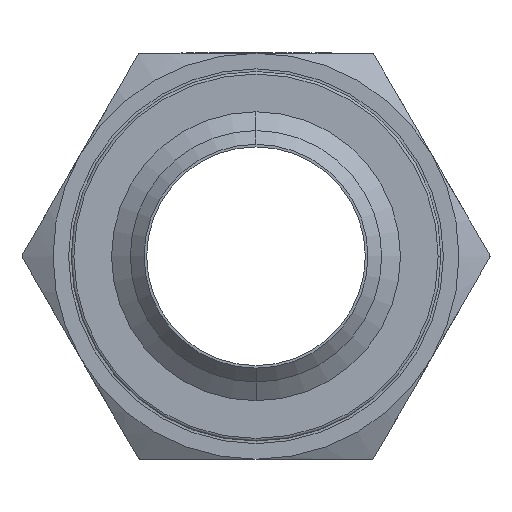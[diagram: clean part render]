
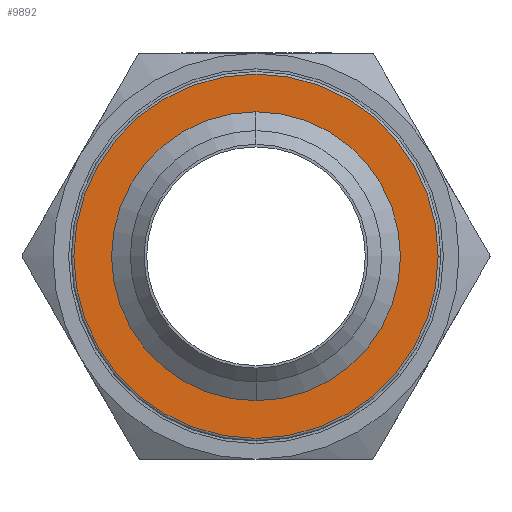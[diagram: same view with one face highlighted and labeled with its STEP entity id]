
A CAD part, left-side view. The second image highlights one B-rep face of the part: STEP entity #9892.
In plain terms, the highlighted planar face has unit normal (-1, 0, 0).
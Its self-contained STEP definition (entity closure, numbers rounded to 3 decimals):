
#397 = CARTESIAN_POINT ( 'NONE',  ( -11.95, -35., 0. ) ) ;
#782 = VERTEX_POINT ( 'NONE', #1824 ) ;
#822 = DIRECTION ( 'NONE',  ( 0., 0., 1. ) ) ;
#921 = VERTEX_POINT ( 'NONE', #397 ) ;
#1824 = CARTESIAN_POINT ( 'NONE',  ( -11.95, 0., 27.75 ) ) ;
#1897 = CARTESIAN_POINT ( 'NONE',  ( -11.95, 0., -27.75 ) ) ;
#2630 = CARTESIAN_POINT ( 'NONE',  ( -11.95, 0., 35.5 ) ) ;
#2810 = CARTESIAN_POINT ( 'NONE',  ( -11.95, 35., 0. ) ) ;
#2867 = CARTESIAN_POINT ( 'NONE',  ( -11.95, 0., 0. ) ) ;
#2888 = EDGE_CURVE ( 'NONE', #6722, #782, #4090, .T. ) ;
#3850 = DIRECTION ( 'NONE',  ( -1., 0., 0. ) ) ;
#3949 = EDGE_LOOP ( 'NONE', ( #12259, #4737 ) ) ;
#4090 = CIRCLE ( 'NONE', #10091, 27.75 ) ;
#4200 = CIRCLE ( 'NONE', #4408, 35. ) ;
#4252 = CIRCLE ( 'NONE', #4686, 35. ) ;
#4408 = AXIS2_PLACEMENT_3D ( 'NONE', #6644, #10738, #12855 ) ;
#4570 = DIRECTION ( 'NONE',  ( -1., 0., 0. ) ) ;
#4686 = AXIS2_PLACEMENT_3D ( 'NONE', #8735, #12905, #8825 ) ;
#4737 = ORIENTED_EDGE ( 'NONE', *, *, #13241, .F. ) ;
#5088 = EDGE_CURVE ( 'NONE', #782, #6722, #11220, .T. ) ;
#5738 = FACE_OUTER_BOUND ( 'NONE', #3949, .T. ) ;
#6644 = CARTESIAN_POINT ( 'NONE',  ( -11.95, 0., 0. ) ) ;
#6722 = VERTEX_POINT ( 'NONE', #1897 ) ;
#6750 = VERTEX_POINT ( 'NONE', #2810 ) ;
#6927 = DIRECTION ( 'NONE',  ( 1., 0., 0. ) ) ;
#7093 = EDGE_CURVE ( 'NONE', #921, #6750, #4200, .T. ) ;
#8216 = AXIS2_PLACEMENT_3D ( 'NONE', #2630, #6927, #12087 ) ;
#8576 = ORIENTED_EDGE ( 'NONE', *, *, #5088, .F. ) ;
#8735 = CARTESIAN_POINT ( 'NONE',  ( -11.95, 0., 0. ) ) ;
#8825 = DIRECTION ( 'NONE',  ( 0., 0., -1. ) ) ;
#8918 = PLANE ( 'NONE',  #8216 ) ;
#9645 = EDGE_LOOP ( 'NONE', ( #8576, #12467 ) ) ;
#9892 = ADVANCED_FACE ( 'NONE', ( #12107, #5738 ), #8918, .F. ) ;
#10091 = AXIS2_PLACEMENT_3D ( 'NONE', #2867, #3850, #822 ) ;
#10526 = AXIS2_PLACEMENT_3D ( 'NONE', #10839, #4570, #11802 ) ;
#10738 = DIRECTION ( 'NONE',  ( 1., 0., 0. ) ) ;
#10839 = CARTESIAN_POINT ( 'NONE',  ( -11.95, 0., 0. ) ) ;
#11220 = CIRCLE ( 'NONE', #10526, 27.75 ) ;
#11802 = DIRECTION ( 'NONE',  ( 0., 0., 1. ) ) ;
#12087 = DIRECTION ( 'NONE',  ( 0., 1., 0. ) ) ;
#12107 = FACE_BOUND ( 'NONE', #9645, .T. ) ;
#12259 = ORIENTED_EDGE ( 'NONE', *, *, #7093, .F. ) ;
#12467 = ORIENTED_EDGE ( 'NONE', *, *, #2888, .F. ) ;
#12855 = DIRECTION ( 'NONE',  ( 0., 0., -1. ) ) ;
#12905 = DIRECTION ( 'NONE',  ( 1., 0., 0. ) ) ;
#13241 = EDGE_CURVE ( 'NONE', #6750, #921, #4252, .T. ) ;
